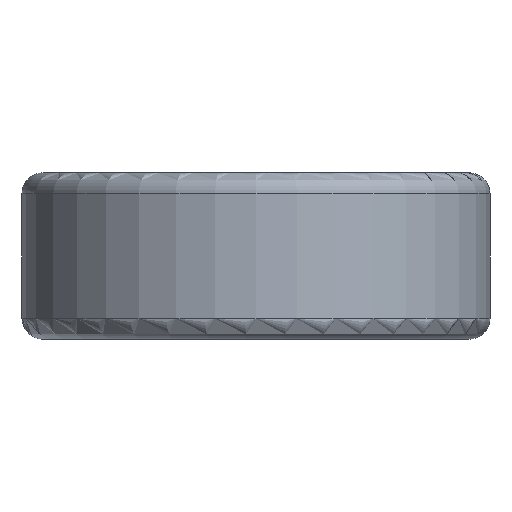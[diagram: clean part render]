
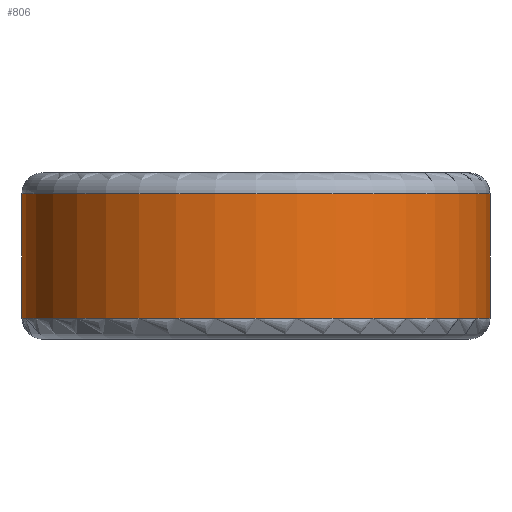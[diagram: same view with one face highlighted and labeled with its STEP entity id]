
A CAD part, front view. The second image highlights one B-rep face of the part: STEP entity #806.
In plain terms, the highlighted cylindrical face has radius 4.5 mm (diameter 9 mm), a partial arc.
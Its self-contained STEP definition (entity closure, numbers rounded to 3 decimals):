
#29=CARTESIAN_POINT('',(0.,0.,2.8));
#30=DIRECTION('',(0.,0.,1.));
#31=DIRECTION('',(-1.,0.,0.));
#32=AXIS2_PLACEMENT_3D('',#29,#30,#31);
#34=CARTESIAN_POINT('',(0.,0.,0.4));
#35=DIRECTION('',(0.,0.,-1.));
#36=DIRECTION('',(1.,0.,0.));
#37=AXIS2_PLACEMENT_3D('',#34,#35,#36);
#39=DIRECTION('',(0.,0.,1.));
#40=VECTOR('',#39,2.4);
#41=CARTESIAN_POINT('',(-4.5,0.,0.4));
#42=LINE('',#41,#40);
#213=DIRECTION('',(0.,0.,1.));
#214=VECTOR('',#213,2.4);
#215=CARTESIAN_POINT('',(4.5,0.,0.4));
#216=LINE('',#215,#214);
#735=CARTESIAN_POINT('',(-4.5,0.,2.8));
#736=CARTESIAN_POINT('',(4.5,0.,2.8));
#737=VERTEX_POINT('',#735);
#738=VERTEX_POINT('',#736);
#741=CARTESIAN_POINT('',(4.5,0.,0.4));
#742=CARTESIAN_POINT('',(-4.5,0.,0.4));
#743=VERTEX_POINT('',#741);
#744=VERTEX_POINT('',#742);
#792=CARTESIAN_POINT('',(0.,0.,0.));
#793=DIRECTION('',(0.,0.,1.));
#794=DIRECTION('',(1.,0.,0.));
#795=AXIS2_PLACEMENT_3D('',#792,#793,#794);
#796=CYLINDRICAL_SURFACE('',#795,4.5);
#798=ORIENTED_EDGE('',*,*,#797,.T.);
#800=ORIENTED_EDGE('',*,*,#799,.F.);
#801=ORIENTED_EDGE('',*,*,#778,.T.);
#803=ORIENTED_EDGE('',*,*,#802,.T.);
#804=EDGE_LOOP('',(#798,#800,#801,#803));
#805=FACE_OUTER_BOUND('',#804,.F.);
#33=CIRCLE('',#32,4.5);
#38=CIRCLE('',#37,4.5);
#778=EDGE_CURVE('',#743,#744,#38,.T.);
#797=EDGE_CURVE('',#737,#738,#33,.T.);
#799=EDGE_CURVE('',#743,#738,#216,.T.);
#802=EDGE_CURVE('',#744,#737,#42,.T.);
#806=ADVANCED_FACE('',(#805),#796,.T.);
